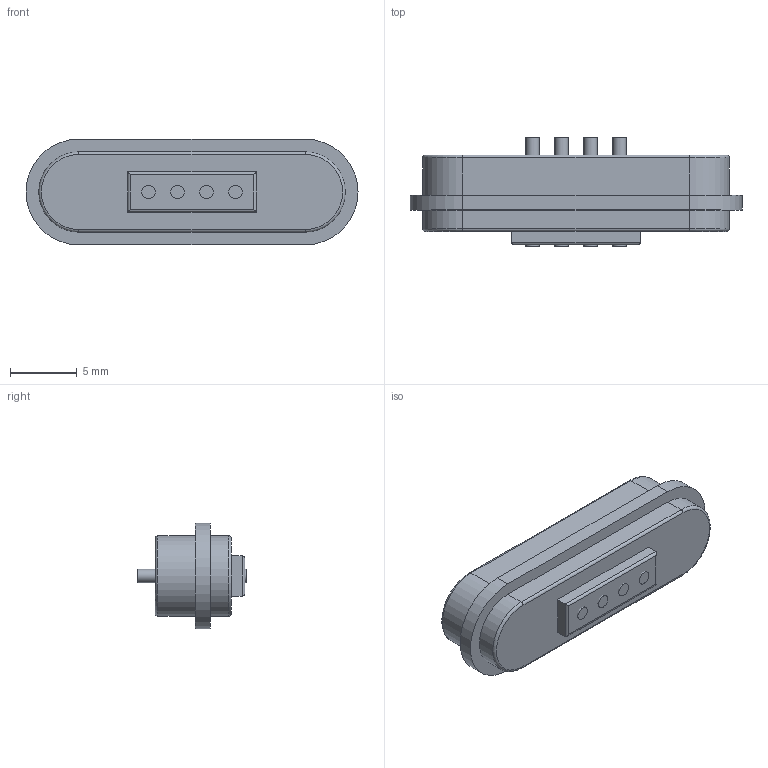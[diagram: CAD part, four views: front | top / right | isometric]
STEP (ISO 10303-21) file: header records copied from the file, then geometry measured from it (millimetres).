
FILE_DESCRIPTION(/* description */ (''),/* implementation_level */ '2;1');
FILE_NAME(/* name */ 'Pogo_$pin_Male.step',/* time_stamp */ '2021-10-27T20:53:49+02:00',/* author */ (''),/* organization */ (''),/* preprocessor_version */ 'ST-DEVELOPER v18.1',/* originating_system */ 'Autodesk Translation Framework v10.10.0.1391',/* authorisation */ '');
FILE_SCHEMA (('AUTOMOTIVE_DESIGN { 1 0 10303 214 3 1 1 }'));
Length unit declared in the file: millimetre
Products named in the file (1): Unbenannt
Bounding box: 24.8 x 8.1 x 7.9 mm (x, y, z)
Volume: 850.4 mm3; surface area: 793.7 mm2
Topology: 5 solids, 5 shells, 45 faces, 84 edges, 52 vertices
Faces by surface type: plane 23, cylinder 18, torus 4
Full cylindrical faces by diameter (mm): 1 x4
Entity records: 1161 total; most frequent: DIRECTION 212, CARTESIAN_POINT 182, ORIENTED_EDGE 168, EDGE_CURVE 84, AXIS2_PLACEMENT_3D 82, VERTEX_POINT 52, EDGE_LOOP 48, LINE 48
